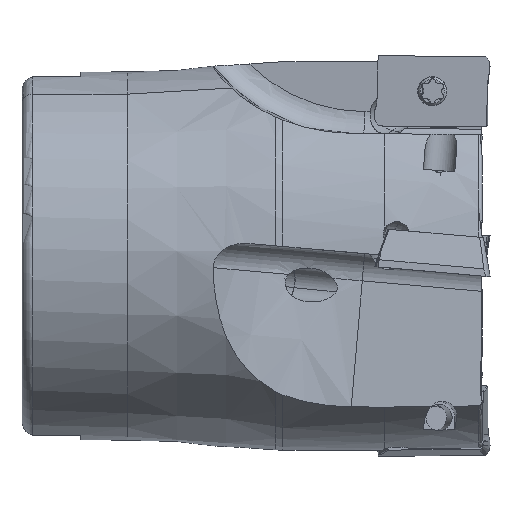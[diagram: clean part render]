
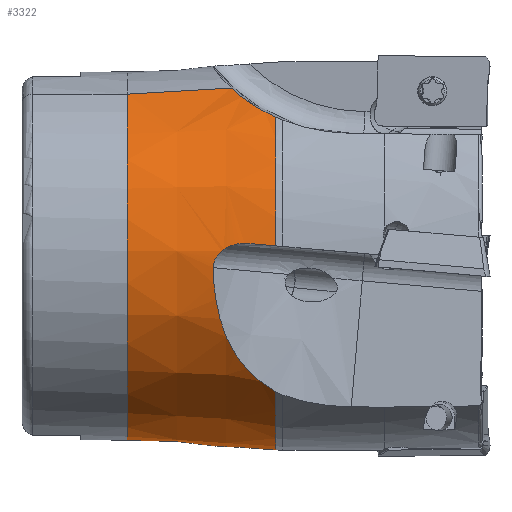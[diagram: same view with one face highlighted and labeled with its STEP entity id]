
A CAD part, top view. The second image highlights one B-rep face of the part: STEP entity #3322.
In plain terms, the highlighted conical face has half-angle 3.826 degrees and reference radius 17.5 mm.
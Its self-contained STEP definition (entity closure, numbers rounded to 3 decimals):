
#561=AXIS2_PLACEMENT_3D('Circle Axis2P3D',#559,#560,$) ;
#3057=AXIS2_PLACEMENT_3D('Circle Axis2P3D',#3055,#3056,$) ;
#3077=AXIS2_PLACEMENT_3D('Circle Axis2P3D',#3075,#3076,$) ;
#3098=AXIS2_PLACEMENT_3D('Cone Axis2P3D',#3095,#3096,#3097) ;
#556=CARTESIAN_POINT('Vertex',(-34.45,-15.358,-8.39)) ;
#559=CARTESIAN_POINT('Axis2P3D Location',(-34.45,0.,0.)) ;
#563=CARTESIAN_POINT('Vertex',(-34.45,15.358,8.39)) ;
#3044=CARTESIAN_POINT('Vertex',(-20.333,0.933,18.42)) ;
#3052=CARTESIAN_POINT('Vertex',(-20.333,13.169,12.914)) ;
#3055=CARTESIAN_POINT('Axis2P3D Location',(-20.333,0.,0.)) ;
#3072=CARTESIAN_POINT('Vertex',(-20.333,-12.914,13.169)) ;
#3075=CARTESIAN_POINT('Axis2P3D Location',(-20.333,0.,0.)) ;
#3079=CARTESIAN_POINT('Vertex',(-20.333,-18.42,0.933)) ;
#3095=CARTESIAN_POINT('Axis2P3D Location',(-34.45,0.,0.)) ;
#3138=CARTESIAN_POINT('Vertex',(-24.567,-15.938,-8.707)) ;
#3141=CARTESIAN_POINT('Line Origine',(-27.392,-15.772,-8.616)) ;
#3151=CARTESIAN_POINT('Line Origine',(-27.392,15.772,8.616)) ;
#3155=CARTESIAN_POINT('Vertex',(-24.567,15.938,8.707)) ;
#3242=CARTESIAN_POINT('Control Point',(-20.333,-12.914,13.169)) ;
#3243=CARTESIAN_POINT('Control Point',(-21.656,-12.182,13.762)) ;
#3244=CARTESIAN_POINT('Control Point',(-22.834,-11.271,14.462)) ;
#3245=CARTESIAN_POINT('Control Point',(-23.815,-10.163,15.213)) ;
#3246=CARTESIAN_POINT('Control Point',(-25.206,-7.829,16.488)) ;
#3247=CARTESIAN_POINT('Control Point',(-25.946,-5.091,17.412)) ;
#3248=CARTESIAN_POINT('Control Point',(-26.159,-3.797,17.726)) ;
#3249=CARTESIAN_POINT('Control Point',(-26.268,-2.474,17.926)) ;
#3250=CARTESIAN_POINT('Control Point',(-26.28,-1.144,18.01)) ;
#3251=CARTESIAN_POINT('Vertex',(-26.28,-1.144,18.01)) ;
#3255=CARTESIAN_POINT('Control Point',(-26.28,-1.144,18.01)) ;
#3256=CARTESIAN_POINT('Control Point',(-26.283,-0.815,18.031)) ;
#3257=CARTESIAN_POINT('Control Point',(-26.214,-0.486,18.049)) ;
#3258=CARTESIAN_POINT('Control Point',(-26.07,-0.178,18.063)) ;
#3259=CARTESIAN_POINT('Control Point',(-25.516,0.573,18.097)) ;
#3260=CARTESIAN_POINT('Control Point',(-24.655,1.017,18.128)) ;
#3261=CARTESIAN_POINT('Control Point',(-24.067,1.164,18.157)) ;
#3262=CARTESIAN_POINT('Control Point',(-23.473,1.208,18.194)) ;
#3263=CARTESIAN_POINT('Control Point',(-22.891,1.157,18.236)) ;
#3264=CARTESIAN_POINT('Vertex',(-22.891,1.157,18.236)) ;
#3268=CARTESIAN_POINT('Control Point',(-22.891,1.157,18.236)) ;
#3269=CARTESIAN_POINT('Control Point',(-22.039,1.083,18.298)) ;
#3270=CARTESIAN_POINT('Control Point',(-21.186,1.008,18.36)) ;
#3271=CARTESIAN_POINT('Control Point',(-20.333,0.933,18.42)) ;
#3274=CARTESIAN_POINT('Control Point',(-24.567,15.938,8.707)) ;
#3275=CARTESIAN_POINT('Control Point',(-23.838,15.264,10.042)) ;
#3276=CARTESIAN_POINT('Control Point',(-22.881,14.506,11.215)) ;
#3277=CARTESIAN_POINT('Control Point',(-21.687,13.777,12.165)) ;
#3278=CARTESIAN_POINT('Control Point',(-20.333,13.169,12.914)) ;
#3281=CARTESIAN_POINT('Control Point',(-24.567,-15.938,-8.707)) ;
#3282=CARTESIAN_POINT('Control Point',(-25.461,-16.764,-7.069)) ;
#3283=CARTESIAN_POINT('Control Point',(-26.007,-17.469,-5.183)) ;
#3284=CARTESIAN_POINT('Control Point',(-26.261,-17.883,-3.172)) ;
#3285=CARTESIAN_POINT('Control Point',(-26.28,-18.01,-1.144)) ;
#3286=CARTESIAN_POINT('Vertex',(-26.28,-18.01,-1.144)) ;
#3290=CARTESIAN_POINT('Control Point',(-26.28,-18.01,-1.144)) ;
#3291=CARTESIAN_POINT('Control Point',(-26.283,-18.031,-0.815)) ;
#3292=CARTESIAN_POINT('Control Point',(-26.214,-18.049,-0.486)) ;
#3293=CARTESIAN_POINT('Control Point',(-26.07,-18.063,-0.178)) ;
#3294=CARTESIAN_POINT('Control Point',(-25.516,-18.097,0.573)) ;
#3295=CARTESIAN_POINT('Control Point',(-24.655,-18.128,1.017)) ;
#3296=CARTESIAN_POINT('Control Point',(-24.067,-18.157,1.164)) ;
#3297=CARTESIAN_POINT('Control Point',(-23.473,-18.194,1.208)) ;
#3298=CARTESIAN_POINT('Control Point',(-22.891,-18.236,1.157)) ;
#3299=CARTESIAN_POINT('Vertex',(-22.891,-18.236,1.157)) ;
#3303=CARTESIAN_POINT('Control Point',(-22.891,-18.236,1.157)) ;
#3304=CARTESIAN_POINT('Control Point',(-22.039,-18.298,1.083)) ;
#3305=CARTESIAN_POINT('Control Point',(-21.186,-18.36,1.008)) ;
#3306=CARTESIAN_POINT('Control Point',(-20.333,-18.42,0.933)) ;
#560=DIRECTION('Axis2P3D Direction',(1.,0.,0.)) ;
#3056=DIRECTION('Axis2P3D Direction',(1.,0.,0.)) ;
#3076=DIRECTION('Axis2P3D Direction',(1.,0.,0.)) ;
#3096=DIRECTION('Axis2P3D Direction',(1.,0.,0.)) ;
#3097=DIRECTION('Axis2P3D XDirection',(0.,0.878,0.479)) ;
#3142=DIRECTION('Vector Direction',(0.998,-0.059,-0.032)) ;
#3152=DIRECTION('Vector Direction',(0.998,0.059,0.032)) ;
#3143=VECTOR('Line Direction',#3142,1.) ;
#3153=VECTOR('Line Direction',#3152,1.) ;
#3309=ORIENTED_EDGE('',*,*,#3253,.T.) ;
#3310=ORIENTED_EDGE('',*,*,#3266,.T.) ;
#3311=ORIENTED_EDGE('',*,*,#3272,.T.) ;
#3312=ORIENTED_EDGE('',*,*,#3059,.F.) ;
#3313=ORIENTED_EDGE('',*,*,#3279,.F.) ;
#3314=ORIENTED_EDGE('',*,*,#3157,.T.) ;
#3315=ORIENTED_EDGE('',*,*,#565,.T.) ;
#3316=ORIENTED_EDGE('',*,*,#3145,.F.) ;
#3317=ORIENTED_EDGE('',*,*,#3288,.T.) ;
#3318=ORIENTED_EDGE('',*,*,#3301,.T.) ;
#3319=ORIENTED_EDGE('',*,*,#3307,.T.) ;
#3320=ORIENTED_EDGE('',*,*,#3081,.F.) ;
#3322=ADVANCED_FACE('\X2\51434EF6672C9AD4\X0\',(#3321),#3099,.T.) ;
#3241=B_SPLINE_CURVE_WITH_KNOTS('',5,(#3242,#3243,#3244,#3245,#3246,#3247,#3248,#3249,#3250),.UNSPECIFIED.,.F.,.U.,(6,3,6),(0.,11.418,20.826),.UNSPECIFIED.) ;
#3254=B_SPLINE_CURVE_WITH_KNOTS('',5,(#3255,#3256,#3257,#3258,#3259,#3260,#3261,#3262,#3263),.UNSPECIFIED.,.F.,.U.,(6,3,6),(0.,2.324,6.463),.UNSPECIFIED.) ;
#3267=B_SPLINE_CURVE_WITH_KNOTS('',3,(#3268,#3269,#3270,#3271),.UNSPECIFIED.,.F.,.U.,(4,4),(6.981,10.622),.UNSPECIFIED.) ;
#3273=B_SPLINE_CURVE_WITH_KNOTS('',4,(#3274,#3275,#3276,#3277,#3278),.UNSPECIFIED.,.F.,.U.,(5,5),(0.,9.352),.UNSPECIFIED.) ;
#3280=B_SPLINE_CURVE_WITH_KNOTS('',4,(#3281,#3282,#3283,#3284,#3285),.UNSPECIFIED.,.F.,.U.,(5,5),(0.,11.473),.UNSPECIFIED.) ;
#3289=B_SPLINE_CURVE_WITH_KNOTS('',5,(#3290,#3291,#3292,#3293,#3294,#3295,#3296,#3297,#3298),.UNSPECIFIED.,.F.,.U.,(6,3,6),(0.,2.324,6.463),.UNSPECIFIED.) ;
#3302=B_SPLINE_CURVE_WITH_KNOTS('',3,(#3303,#3304,#3305,#3306),.UNSPECIFIED.,.F.,.U.,(4,4),(6.981,10.622),.UNSPECIFIED.) ;
#562=CIRCLE('generated circle',#561,17.5) ;
#3058=CIRCLE('generated circle',#3057,18.444) ;
#3078=CIRCLE('generated circle',#3077,18.444) ;
#3099=CONICAL_SURFACE('Cone',#3098,17.5,0.067) ;
#565=EDGE_CURVE('',#564,#557,#562,.T.) ;
#3059=EDGE_CURVE('',#3053,#3045,#3058,.T.) ;
#3081=EDGE_CURVE('',#3073,#3080,#3078,.T.) ;
#3145=EDGE_CURVE('',#3139,#557,#3144,.F.) ;
#3157=EDGE_CURVE('',#3156,#564,#3154,.F.) ;
#3253=EDGE_CURVE('',#3073,#3252,#3241,.T.) ;
#3266=EDGE_CURVE('',#3252,#3265,#3254,.T.) ;
#3272=EDGE_CURVE('',#3265,#3045,#3267,.T.) ;
#3279=EDGE_CURVE('',#3156,#3053,#3273,.T.) ;
#3288=EDGE_CURVE('',#3139,#3287,#3280,.T.) ;
#3301=EDGE_CURVE('',#3287,#3300,#3289,.T.) ;
#3307=EDGE_CURVE('',#3300,#3080,#3302,.T.) ;
#3308=EDGE_LOOP('',(#3309,#3310,#3311,#3312,#3313,#3314,#3315,#3316,#3317,#3318,#3319,#3320)) ;
#3321=FACE_OUTER_BOUND('',#3308,.T.) ;
#3144=LINE('Line',#3141,#3143) ;
#3154=LINE('Line',#3151,#3153) ;
#557=VERTEX_POINT('',#556) ;
#564=VERTEX_POINT('',#563) ;
#3045=VERTEX_POINT('',#3044) ;
#3053=VERTEX_POINT('',#3052) ;
#3073=VERTEX_POINT('',#3072) ;
#3080=VERTEX_POINT('',#3079) ;
#3139=VERTEX_POINT('',#3138) ;
#3156=VERTEX_POINT('',#3155) ;
#3252=VERTEX_POINT('',#3251) ;
#3265=VERTEX_POINT('',#3264) ;
#3287=VERTEX_POINT('',#3286) ;
#3300=VERTEX_POINT('',#3299) ;
